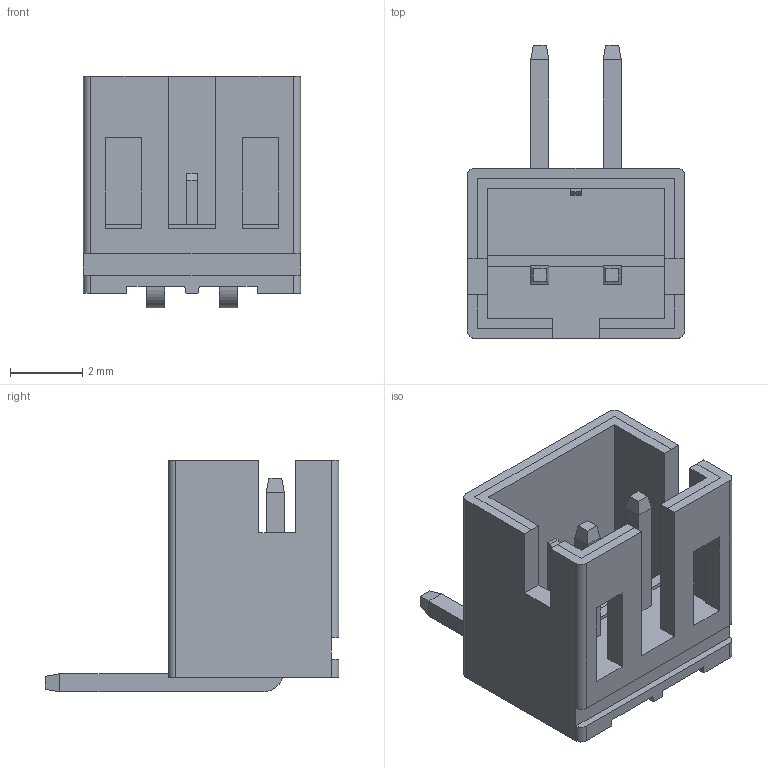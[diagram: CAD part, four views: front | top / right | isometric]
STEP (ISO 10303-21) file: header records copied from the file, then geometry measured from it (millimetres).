
FILE_DESCRIPTION(('FreeCAD Model'),'2;1');
FILE_NAME('Open CASCADE Shape Model','2025-08-26T18:05:20',(''),(''), 'Open CASCADE STEP processor 7.9','FreeCAD','Unknown');
FILE_SCHEMA(('AUTOMOTIVE_DESIGN { 1 0 10303 214 1 1 1 1 }'));
Length unit declared in the file: millimetre
Products named in the file (4): th_header_s2b_ph_a_knockoff; Body; Array; Body001
Assembly tree (4 placements, depth 3):
  th_header_s2b_ph_a_knockoff
    Body
    Array
      Body001  x2
Bounding box: 6 x 8.1 x 6.4 mm (x, y, z)
Volume: 83.3 mm3; surface area: 307 mm2
Topology: 3 solids, 3 shells, 111 faces, 311 edges, 202 vertices
Faces by surface type: plane 101, cylinder 10
Entity records: 3126 total; most frequent: CARTESIAN_POINT 547, ORIENTED_EDGE 542, DIRECTION 483, EDGE_CURVE 271, LINE 255, VECTOR 255, VERTEX_POINT 178, AXIS2_PLACEMENT_3D 114
